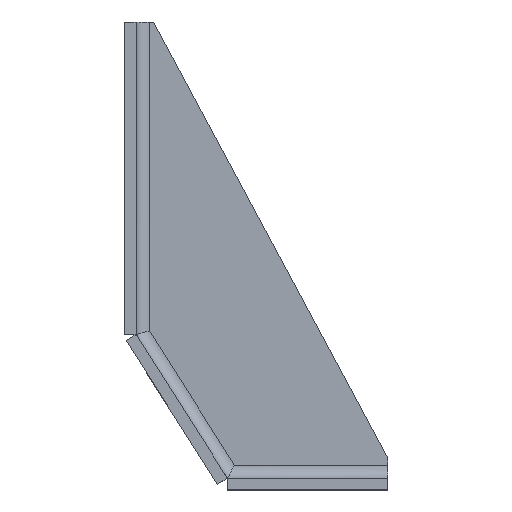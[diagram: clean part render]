
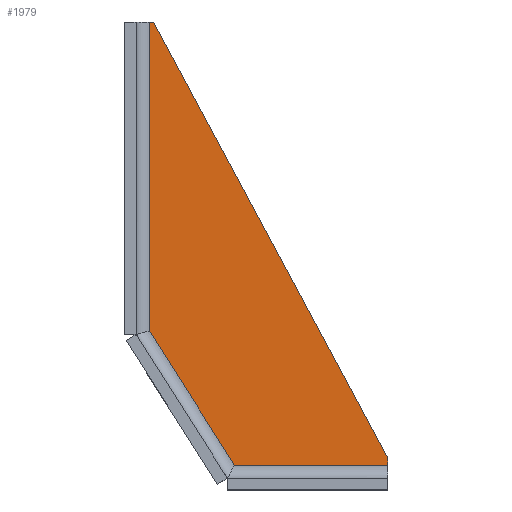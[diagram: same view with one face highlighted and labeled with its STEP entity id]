
A CAD part, top view. The second image highlights one B-rep face of the part: STEP entity #1979.
In plain terms, the highlighted planar face has unit normal (0, 0, 1).
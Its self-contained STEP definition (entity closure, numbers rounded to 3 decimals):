
#76=PLANE('',#2154);
#151=FACE_OUTER_BOUND('',#289,.T.);
#289=EDGE_LOOP('',(#1521,#1522,#1523,#1524,#1525,#1526));
#455=LINE('',#3130,#653);
#456=LINE('',#3134,#654);
#460=LINE('',#3144,#658);
#478=LINE('',#3200,#676);
#479=LINE('',#3202,#677);
#480=LINE('',#3203,#678);
#653=VECTOR('',#2472,2.5);
#654=VECTOR('',#2477,169.118);
#658=VECTOR('',#2487,1.5);
#676=VECTOR('',#2535,105.531);
#677=VECTOR('',#2536,54.445);
#678=VECTOR('',#2537,52.327);
#951=VERTEX_POINT('',#3127);
#952=VERTEX_POINT('',#3129);
#953=VERTEX_POINT('',#3133);
#956=VERTEX_POINT('',#3142);
#979=VERTEX_POINT('',#3199);
#980=VERTEX_POINT('',#3201);
#1157=EDGE_CURVE('',#952,#951,#455,.T.);
#1159=EDGE_CURVE('',#951,#953,#456,.T.);
#1165=EDGE_CURVE('',#953,#956,#460,.T.);
#1194=EDGE_CURVE('',#956,#979,#478,.T.);
#1195=EDGE_CURVE('',#979,#980,#479,.T.);
#1196=EDGE_CURVE('',#980,#952,#480,.T.);
#1521=ORIENTED_EDGE('',*,*,#1165,.T.);
#1522=ORIENTED_EDGE('',*,*,#1194,.T.);
#1523=ORIENTED_EDGE('',*,*,#1195,.T.);
#1524=ORIENTED_EDGE('',*,*,#1196,.T.);
#1525=ORIENTED_EDGE('',*,*,#1157,.T.);
#1526=ORIENTED_EDGE('',*,*,#1159,.T.);
#1979=ADVANCED_FACE('',(#151),#76,.T.);
#2154=AXIS2_PLACEMENT_3D('',#3198,#2533,#2534);
#2472=DIRECTION('',(0.,1.,0.));
#2477=DIRECTION('',(-0.473,0.881,0.));
#2487=DIRECTION('',(-1.,0.,0.));
#2533=DIRECTION('center_axis',(0.,0.,1.));
#2534=DIRECTION('ref_axis',(1.,0.,0.));
#2535=DIRECTION('',(0.,-1.,0.));
#2536=DIRECTION('',(0.536,-0.844,0.));
#2537=DIRECTION('',(1.,0.,0.));
#3127=CARTESIAN_POINT('',(0.,11.,4.));
#3129=CARTESIAN_POINT('',(0.,8.5,4.));
#3130=CARTESIAN_POINT('',(0.,0.,4.));
#3133=CARTESIAN_POINT('',(-80.,160.,4.));
#3134=CARTESIAN_POINT('',(-80.,160.,4.));
#3142=CARTESIAN_POINT('',(-81.5,160.,4.));
#3144=CARTESIAN_POINT('',(-80.,160.,4.));
#3198=CARTESIAN_POINT('Origin',(0.,0.,4.));
#3199=CARTESIAN_POINT('',(-81.5,54.469,4.));
#3200=CARTESIAN_POINT('',(-81.5,61.56,4.));
#3201=CARTESIAN_POINT('',(-52.327,8.5,4.));
#3202=CARTESIAN_POINT('',(-51.007,6.42,4.));
#3203=CARTESIAN_POINT('',(0.,8.5,4.));
